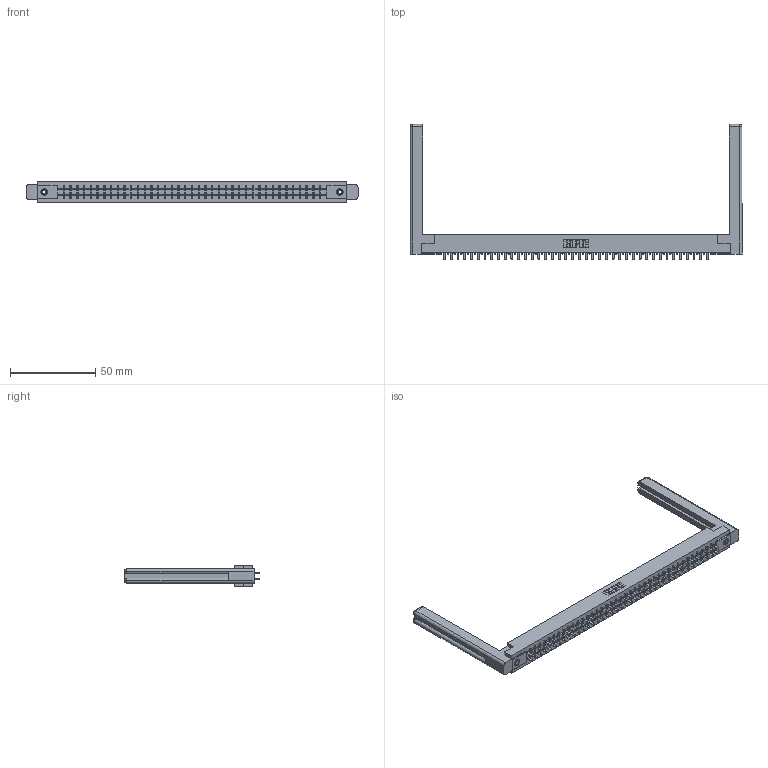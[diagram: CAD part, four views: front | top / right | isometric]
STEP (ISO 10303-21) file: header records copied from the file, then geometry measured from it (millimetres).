
FILE_DESCRIPTION (( 'STEP AP203' ), '1' );
FILE_NAME ('305-080-521-558.STEP', '2019-09-10T10:05:00', ( '' ), ( '' ), 'SwSTEP 2.0', 'SolidWorks 2016', '' );
FILE_SCHEMA (( 'CONFIG_CONTROL_DESIGN' ));
Length unit declared in the file: inch
Products named in the file (5): 305-080-521-558; 305 Part_.156 Dia; 305-290-001_521; 307-220-058; 345-250-001_345-250-001-102
Assembly tree (85 placements, depth 2):
  305-080-521-558
    305 Part_.156 Dia
    305-290-001_521  x80
    345-250-001_345-250-001-102  x2
    307-220-058  x2
Bounding box: 195.12 x 79.5 x 12.7 mm (x, y, z)
Volume: 26873.9 mm3; surface area: 30402.1 mm2
Topology: 85 solids, 85 shells, 3938 faces, 11190 edges, 7232 vertices
Faces by surface type: plane 2312, cylinder 1442, sphere 160, cone 12, torus 12
Entity records: 46066 total; most frequent: CARTESIAN_POINT 7637, ORIENTED_EDGE 7522, DIRECTION 7351, EDGE_CURVE 3761, LINE 3031, VECTOR 3031, VERTEX_POINT 2392, AXIS2_PLACEMENT_3D 2160
